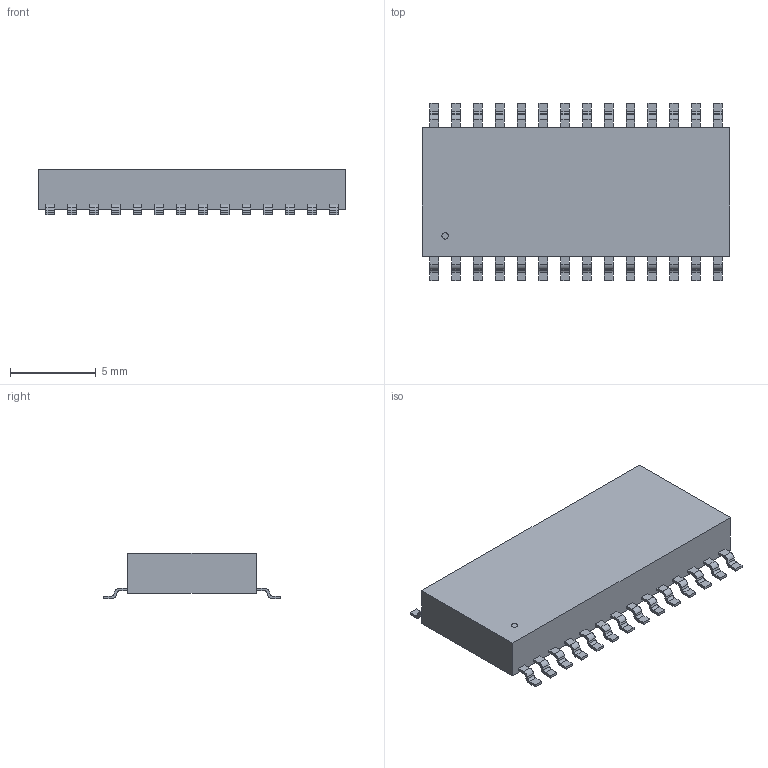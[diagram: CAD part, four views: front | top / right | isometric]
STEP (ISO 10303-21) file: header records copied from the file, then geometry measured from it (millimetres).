
FILE_DESCRIPTION(('FreeCAD Model'),'2;1');
FILE_NAME('SOIC127P1030X265-28N.step','2021-10-29T05:06:15', ('kicad StepUp'),('ksu MCAD'),'Open CASCADE STEP processor 7.3', 'FreeCAD','Unknown');
FILE_SCHEMA(('AUTOMOTIVE_DESIGN { 1 0 10303 214 1 1 1 1 }'));
Length unit declared in the file: millimetre
Products named in the file (1): SOIC127P1030X265-28N
Bounding box: 17.91 x 10.31 x 2.64 mm (x, y, z)
Volume: 317.2 mm3; surface area: 453.5 mm2
Topology: 30 solids, 30 shells, 401 faces, 1023 edges, 682 vertices
Faces by surface type: plane 288, cylinder 113
Full cylindrical faces by diameter (mm): 0.375 x1
Entity records: 14845 total; most frequent: CARTESIAN_POINT 2108, DIRECTION 2052, ORIENTED_EDGE 2046, EDGE_CURVE 1023, LINE 796, VECTOR 796, VERTEX_POINT 682, AXIS2_PLACEMENT_3D 628
